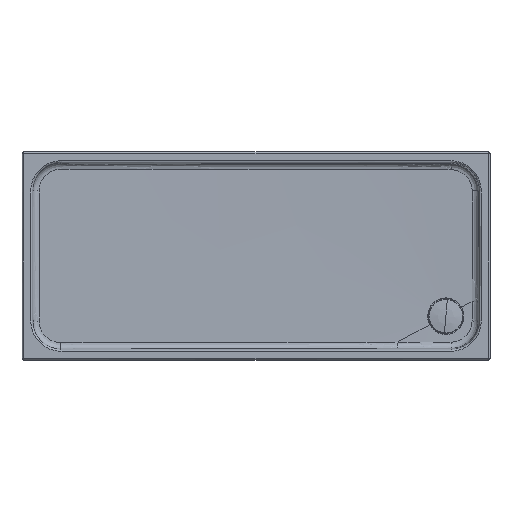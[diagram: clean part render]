
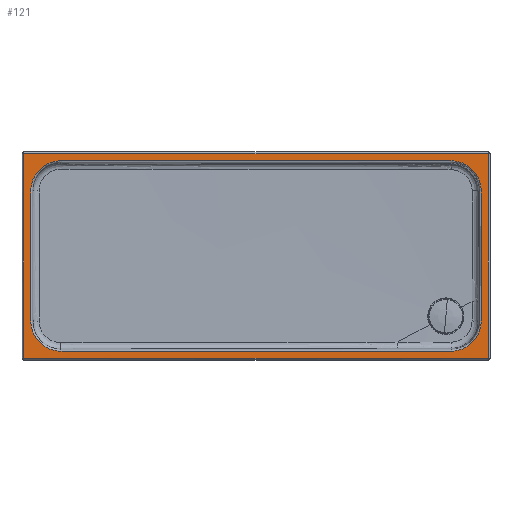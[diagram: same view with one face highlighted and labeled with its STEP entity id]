
A CAD part, top view. The second image highlights one B-rep face of the part: STEP entity #121.
In plain terms, the highlighted planar face has unit normal (0, 0, 1).
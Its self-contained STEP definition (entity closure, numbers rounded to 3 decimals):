
#121=ADVANCED_FACE('',(#246,#165),#1719,.T.);
#165=FACE_BOUND('',#371,.T.);
#246=FACE_OUTER_BOUND('',#370,.T.);
#370=EDGE_LOOP('',(#765,#766,#767,#768));
#371=EDGE_LOOP('',(#769,#770,#771,#772,#773,#774,#775,#776));
#765=ORIENTED_EDGE('',*,*,#1126,.T.);
#766=ORIENTED_EDGE('',*,*,#1127,.T.);
#767=ORIENTED_EDGE('',*,*,#1128,.T.);
#768=ORIENTED_EDGE('',*,*,#1129,.T.);
#769=ORIENTED_EDGE('',*,*,#1116,.F.);
#770=ORIENTED_EDGE('',*,*,#1118,.F.);
#771=ORIENTED_EDGE('',*,*,#1120,.F.);
#772=ORIENTED_EDGE('',*,*,#1122,.T.);
#773=ORIENTED_EDGE('',*,*,#1108,.F.);
#774=ORIENTED_EDGE('',*,*,#1110,.F.);
#775=ORIENTED_EDGE('',*,*,#1112,.F.);
#776=ORIENTED_EDGE('',*,*,#1114,.F.);
#1108=EDGE_CURVE('',#1591,#1590,#1319,.T.);
#1110=EDGE_CURVE('',#1592,#1591,#1423,.T.);
#1112=EDGE_CURVE('',#1593,#1592,#1320,.T.);
#1114=EDGE_CURVE('',#1594,#1593,#1426,.T.);
#1116=EDGE_CURVE('',#1595,#1594,#1321,.T.);
#1118=EDGE_CURVE('',#1596,#1595,#1429,.T.);
#1120=EDGE_CURVE('',#1597,#1596,#1322,.T.);
#1122=EDGE_CURVE('',#1597,#1590,#1432,.T.);
#1126=EDGE_CURVE('',#1600,#1601,#1324,.T.);
#1127=EDGE_CURVE('',#1601,#1602,#1325,.T.);
#1128=EDGE_CURVE('',#1602,#1603,#1326,.T.);
#1129=EDGE_CURVE('',#1603,#1600,#1327,.T.);
#1319=B_SPLINE_CURVE_WITH_KNOTS('',1,(#8405,#8406),.UNSPECIFIED.,.F.,.F.,
(2,2),(0.,1500.),.UNSPECIFIED.);
#1320=B_SPLINE_CURVE_WITH_KNOTS('',1,(#8416,#8417),.UNSPECIFIED.,.F.,.F.,
(2,2),(-500.,0.),.UNSPECIFIED.);
#1321=B_SPLINE_CURVE_WITH_KNOTS('',1,(#8427,#8428),.UNSPECIFIED.,.F.,.F.,
(2,2),(0.,1500.),.UNSPECIFIED.);
#1322=B_SPLINE_CURVE_WITH_KNOTS('',1,(#8438,#8439),.UNSPECIFIED.,.F.,.F.,
(2,2),(-500.,0.),.UNSPECIFIED.);
#1324=B_SPLINE_CURVE_WITH_KNOTS('',1,(#8454,#8455),.UNSPECIFIED.,.F.,.F.,
(2,2),(0.,786.),.UNSPECIFIED.);
#1325=B_SPLINE_CURVE_WITH_KNOTS('',1,(#8456,#8457),.UNSPECIFIED.,.F.,.F.,
(2,2),(0.,1786.),.UNSPECIFIED.);
#1326=B_SPLINE_CURVE_WITH_KNOTS('',1,(#8458,#8459),.UNSPECIFIED.,.F.,.F.,
(2,2),(-786.,0.),.UNSPECIFIED.);
#1327=B_SPLINE_CURVE_WITH_KNOTS('',1,(#8460,#8461),.UNSPECIFIED.,.F.,.F.,
(2,2),(-1786.,0.),.UNSPECIFIED.);
#1423=(
BOUNDED_CURVE()
B_SPLINE_CURVE(2,(#8410,#8411,#8412),.UNSPECIFIED.,.F.,.F.)
B_SPLINE_CURVE_WITH_KNOTS((3,3),(0.,182.516),.UNSPECIFIED.)
CURVE()
GEOMETRIC_REPRESENTATION_ITEM()
RATIONAL_B_SPLINE_CURVE((1.,0.707,1.))
REPRESENTATION_ITEM('')
);
#1426=(
BOUNDED_CURVE()
B_SPLINE_CURVE(2,(#8421,#8422,#8423),.UNSPECIFIED.,.F.,.F.)
B_SPLINE_CURVE_WITH_KNOTS((3,3),(0.,182.516),.UNSPECIFIED.)
CURVE()
GEOMETRIC_REPRESENTATION_ITEM()
RATIONAL_B_SPLINE_CURVE((1.,0.707,1.))
REPRESENTATION_ITEM('')
);
#1429=(
BOUNDED_CURVE()
B_SPLINE_CURVE(2,(#8432,#8433,#8434),.UNSPECIFIED.,.F.,.F.)
B_SPLINE_CURVE_WITH_KNOTS((3,3),(0.,182.516),.UNSPECIFIED.)
CURVE()
GEOMETRIC_REPRESENTATION_ITEM()
RATIONAL_B_SPLINE_CURVE((1.,0.707,1.))
REPRESENTATION_ITEM('')
);
#1432=(
BOUNDED_CURVE()
B_SPLINE_CURVE(2,(#8443,#8444,#8445),.UNSPECIFIED.,.F.,.F.)
B_SPLINE_CURVE_WITH_KNOTS((3,3),(-182.516,0.),.UNSPECIFIED.)
CURVE()
GEOMETRIC_REPRESENTATION_ITEM()
RATIONAL_B_SPLINE_CURVE((1.,0.707,1.))
REPRESENTATION_ITEM('')
);
#1590=VERTEX_POINT('',#7301);
#1591=VERTEX_POINT('',#7302);
#1592=VERTEX_POINT('',#7303);
#1593=VERTEX_POINT('',#7304);
#1594=VERTEX_POINT('',#7305);
#1595=VERTEX_POINT('',#7306);
#1596=VERTEX_POINT('',#7307);
#1597=VERTEX_POINT('',#7308);
#1600=VERTEX_POINT('',#7311);
#1601=VERTEX_POINT('',#7312);
#1602=VERTEX_POINT('',#7313);
#1603=VERTEX_POINT('',#7314);
#1719=PLANE('',#1763);
#1763=AXIS2_PLACEMENT_3D('',#6334,#1790,$);
#1790=DIRECTION('',(0.,0.,1.));
#6334=CARTESIAN_POINT('',(1071.806,-470.822,42.623));
#7301=CARTESIAN_POINT('',(750.146,-365.355,42.623));
#7302=CARTESIAN_POINT('',(-749.854,-365.355,42.623));
#7303=CARTESIAN_POINT('',(-866.047,-249.162,42.623));
#7304=CARTESIAN_POINT('',(-866.047,250.838,42.623));
#7305=CARTESIAN_POINT('',(-749.854,367.031,42.623));
#7306=CARTESIAN_POINT('',(750.146,367.031,42.623));
#7307=CARTESIAN_POINT('',(866.339,250.838,42.623));
#7308=CARTESIAN_POINT('',(866.339,-249.162,42.623));
#7311=CARTESIAN_POINT('',(893.146,-392.162,42.623));
#7312=CARTESIAN_POINT('',(893.146,393.838,42.623));
#7313=CARTESIAN_POINT('',(-892.854,393.838,42.623));
#7314=CARTESIAN_POINT('',(-892.854,-392.162,42.623));
#8405=CARTESIAN_POINT('',(-749.854,-365.355,42.623));
#8406=CARTESIAN_POINT('',(750.146,-365.355,42.623));
#8410=CARTESIAN_POINT('',(-866.047,-249.162,42.623));
#8411=CARTESIAN_POINT('',(-866.047,-365.355,42.623));
#8412=CARTESIAN_POINT('',(-749.854,-365.355,42.623));
#8416=CARTESIAN_POINT('',(-866.047,250.838,42.623));
#8417=CARTESIAN_POINT('',(-866.047,-249.162,42.623));
#8421=CARTESIAN_POINT('',(-749.854,367.031,42.623));
#8422=CARTESIAN_POINT('',(-866.047,367.031,42.623));
#8423=CARTESIAN_POINT('',(-866.047,250.838,42.623));
#8427=CARTESIAN_POINT('',(750.146,367.031,42.623));
#8428=CARTESIAN_POINT('',(-749.854,367.031,42.623));
#8432=CARTESIAN_POINT('',(866.339,250.838,42.623));
#8433=CARTESIAN_POINT('',(866.339,367.031,42.623));
#8434=CARTESIAN_POINT('',(750.146,367.031,42.623));
#8438=CARTESIAN_POINT('',(866.339,-249.162,42.623));
#8439=CARTESIAN_POINT('',(866.339,250.838,42.623));
#8443=CARTESIAN_POINT('',(866.339,-249.162,42.623));
#8444=CARTESIAN_POINT('',(866.339,-365.355,42.623));
#8445=CARTESIAN_POINT('',(750.146,-365.355,42.623));
#8454=CARTESIAN_POINT('',(893.146,-392.162,42.623));
#8455=CARTESIAN_POINT('',(893.146,393.838,42.623));
#8456=CARTESIAN_POINT('',(893.146,393.838,42.623));
#8457=CARTESIAN_POINT('',(-892.854,393.838,42.623));
#8458=CARTESIAN_POINT('',(-892.854,393.838,42.623));
#8459=CARTESIAN_POINT('',(-892.854,-392.162,42.623));
#8460=CARTESIAN_POINT('',(-892.854,-392.162,42.623));
#8461=CARTESIAN_POINT('',(893.146,-392.162,42.623));
